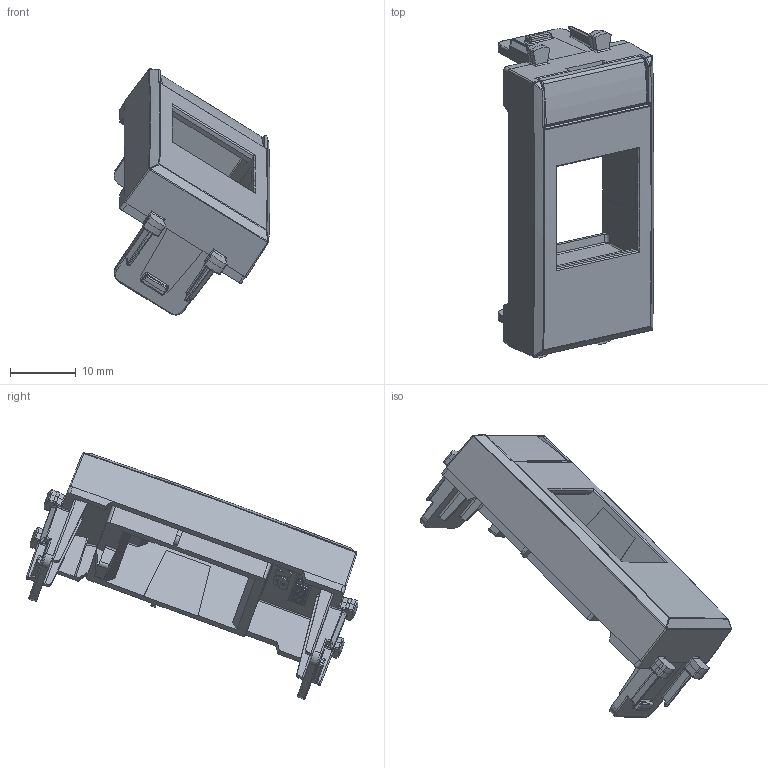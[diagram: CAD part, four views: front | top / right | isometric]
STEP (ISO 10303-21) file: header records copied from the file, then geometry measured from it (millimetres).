
FILE_DESCRIPTION(('CATIA V5 STEP Exchange'),'2;1');
FILE_NAME('442029SC.stp','2024-02-28T12:13:26+00:00',('none'),('none'),'CATIA Version 5-6 Release 2016 SP6','CATIA V5 STEP AP203','none');
FILE_SCHEMA(('CONFIG_CONTROL_DESIGN'));
Length unit declared in the file: millimetre
Products named in the file (1): 442029SC
Assembly tree (2 placements, depth 2):
  442029SC
    #57
    #47469
Bounding box: 23.73 x 50.64 x 37.58 mm (x, y, z)
Volume: 3656.2 mm3; surface area: 6180.8 mm2
Topology: 2 solids, 2 shells, 1309 faces, 3538 edges, 2189 vertices
Faces by surface type: plane 784, cylinder 309, bspline 97, sphere 50, extrusion 28, cone 24, torus 17
Entity records: 48628 total; most frequent: CARTESIAN_POINT 18487, ORIENTED_EDGE 6960, DIRECTION 4918, EDGE_CURVE 3480, VECTOR 2516, LINE 2488, VERTEX_POINT 2189, AXIS2_PLACEMENT_3D 1365
